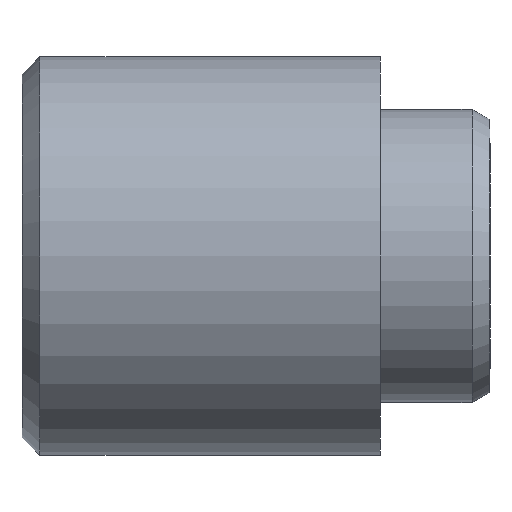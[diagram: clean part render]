
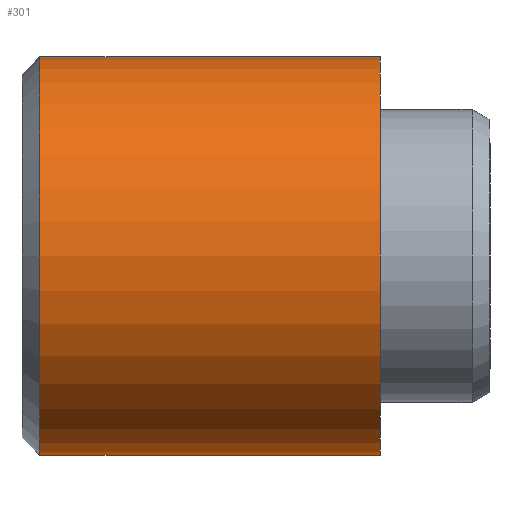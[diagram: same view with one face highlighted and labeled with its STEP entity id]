
A CAD part, left-side view. The second image highlights one B-rep face of the part: STEP entity #301.
In plain terms, the highlighted cylindrical face has radius 2.78 mm (diameter 5.56 mm), a partial arc.
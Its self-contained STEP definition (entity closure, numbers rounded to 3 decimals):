
#6 = DIRECTION ( 'NONE',  ( 0., 0., 1. ) ) ;
#11 = DIRECTION ( 'NONE',  ( 0., 1., 0. ) ) ;
#12 = VERTEX_POINT ( 'NONE', #485 ) ;
#20 = EDGE_LOOP ( 'NONE', ( #334, #471, #349, #437 ) ) ;
#49 = VERTEX_POINT ( 'NONE', #370 ) ;
#56 = AXIS2_PLACEMENT_3D ( 'NONE', #383, #503, #6 ) ;
#57 = VERTEX_POINT ( 'NONE', #235 ) ;
#79 = FACE_OUTER_BOUND ( 'NONE', #20, .T. ) ;
#96 = VERTEX_POINT ( 'NONE', #481 ) ;
#98 = LINE ( 'NONE', #388, #323 ) ;
#162 = CIRCLE ( 'NONE', #293, 2.78 ) ;
#235 = CARTESIAN_POINT ( 'NONE',  ( 0., 0., 2.78 ) ) ;
#247 = DIRECTION ( 'NONE',  ( 0., -1., 0. ) ) ;
#248 = DIRECTION ( 'NONE',  ( 0., 1., 0. ) ) ;
#276 = EDGE_CURVE ( 'NONE', #49, #12, #319, .T. ) ;
#293 = AXIS2_PLACEMENT_3D ( 'NONE', #502, #247, #378 ) ;
#301 = ADVANCED_FACE ( 'NONE', ( #79 ), #493, .T. ) ;
#319 = LINE ( 'NONE', #479, #391 ) ;
#323 = VECTOR ( 'NONE', #11, 1000. ) ;
#330 = CARTESIAN_POINT ( 'NONE',  ( 0., 36.602, 0. ) ) ;
#334 = ORIENTED_EDGE ( 'NONE', *, *, #276, .F. ) ;
#349 = ORIENTED_EDGE ( 'NONE', *, *, #523, .T. ) ;
#370 = CARTESIAN_POINT ( 'NONE',  ( 0., 0., -2.78 ) ) ;
#378 = DIRECTION ( 'NONE',  ( 0., 0., -1. ) ) ;
#383 = CARTESIAN_POINT ( 'NONE',  ( 0., 0., 0. ) ) ;
#388 = CARTESIAN_POINT ( 'NONE',  ( 0., 36.602, 2.78 ) ) ;
#391 = VECTOR ( 'NONE', #248, 1000. ) ;
#401 = CIRCLE ( 'NONE', #56, 2.78 ) ;
#437 = ORIENTED_EDGE ( 'NONE', *, *, #467, .T. ) ;
#445 = EDGE_CURVE ( 'NONE', #49, #57, #401, .T. ) ;
#456 = AXIS2_PLACEMENT_3D ( 'NONE', #330, #460, #495 ) ;
#460 = DIRECTION ( 'NONE',  ( 0., 1., 0. ) ) ;
#467 = EDGE_CURVE ( 'NONE', #96, #12, #162, .T. ) ;
#471 = ORIENTED_EDGE ( 'NONE', *, *, #445, .T. ) ;
#479 = CARTESIAN_POINT ( 'NONE',  ( 0., 36.602, -2.78 ) ) ;
#481 = CARTESIAN_POINT ( 'NONE',  ( 0., 4.75, 2.78 ) ) ;
#485 = CARTESIAN_POINT ( 'NONE',  ( 0., 4.75, -2.78 ) ) ;
#493 = CYLINDRICAL_SURFACE ( 'NONE', #456, 2.78 ) ;
#495 = DIRECTION ( 'NONE',  ( 0., 0., 1. ) ) ;
#502 = CARTESIAN_POINT ( 'NONE',  ( 0., 4.75, 0. ) ) ;
#503 = DIRECTION ( 'NONE',  ( 0., 1., 0. ) ) ;
#523 = EDGE_CURVE ( 'NONE', #57, #96, #98, .T. ) ;
